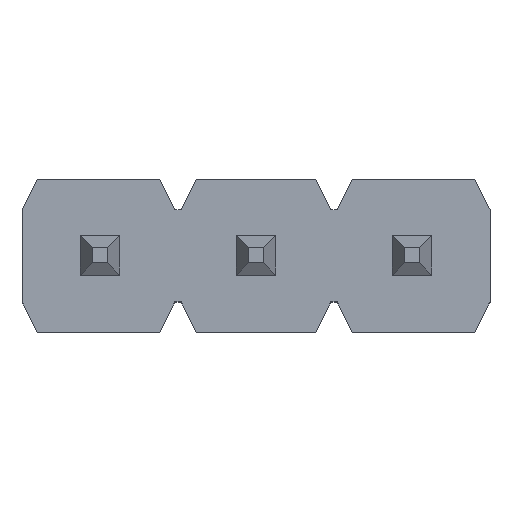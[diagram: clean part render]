
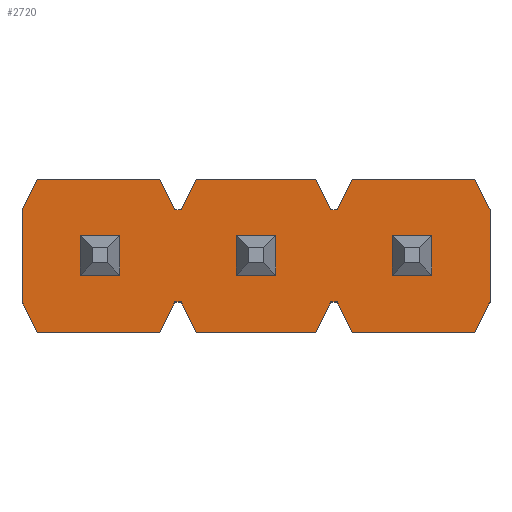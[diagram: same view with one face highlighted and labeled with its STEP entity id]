
A CAD part, top view. The second image highlights one B-rep face of the part: STEP entity #2720.
In plain terms, the highlighted face is planar.
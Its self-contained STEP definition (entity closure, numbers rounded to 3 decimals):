
#116=FACE_OUTER_BOUND('',#292,.T.);
#292=EDGE_LOOP('',(#2027,#2028,#2029,#2030,#2031,#2032,#2033,#2034,#2035,
#2036,#2037,#2038,#2039,#2040,#2041,#2042,#2043,#2044,#2045,#2046,#2047,
#2048,#2049,#2050));
#575=LINE('',#4091,#947);
#576=LINE('',#4093,#948);
#577=LINE('',#4095,#949);
#578=LINE('',#4097,#950);
#579=LINE('',#4099,#951);
#580=LINE('',#4101,#952);
#581=LINE('',#4103,#953);
#582=LINE('',#4105,#954);
#583=LINE('',#4107,#955);
#584=LINE('',#4109,#956);
#585=LINE('',#4111,#957);
#586=LINE('',#4113,#958);
#587=LINE('',#4115,#959);
#588=LINE('',#4117,#960);
#589=LINE('',#4119,#961);
#590=LINE('',#4121,#962);
#591=LINE('',#4123,#963);
#592=LINE('',#4125,#964);
#593=LINE('',#4127,#965);
#594=LINE('',#4129,#966);
#595=LINE('',#4131,#967);
#596=LINE('',#4133,#968);
#597=LINE('',#4135,#969);
#598=LINE('',#4136,#970);
#947=VECTOR('',#3292,0.559);
#948=VECTOR('',#3293,1.5);
#949=VECTOR('',#3294,0.559);
#950=VECTOR('',#3295,1.99);
#951=VECTOR('',#3296,0.559);
#952=VECTOR('',#3297,0.1);
#953=VECTOR('',#3298,0.559);
#954=VECTOR('',#3299,1.94);
#955=VECTOR('',#3300,0.559);
#956=VECTOR('',#3301,0.1);
#957=VECTOR('',#3302,0.559);
#958=VECTOR('',#3303,1.99);
#959=VECTOR('',#3304,0.559);
#960=VECTOR('',#3305,1.5);
#961=VECTOR('',#3306,0.559);
#962=VECTOR('',#3307,1.99);
#963=VECTOR('',#3308,0.559);
#964=VECTOR('',#3309,0.1);
#965=VECTOR('',#3310,0.559);
#966=VECTOR('',#3311,1.94);
#967=VECTOR('',#3312,0.559);
#968=VECTOR('',#3313,0.1);
#969=VECTOR('',#3314,0.559);
#970=VECTOR('',#3315,1.99);
#1283=VERTEX_POINT('',#4089);
#1284=VERTEX_POINT('',#4090);
#1285=VERTEX_POINT('',#4092);
#1286=VERTEX_POINT('',#4094);
#1287=VERTEX_POINT('',#4096);
#1288=VERTEX_POINT('',#4098);
#1289=VERTEX_POINT('',#4100);
#1290=VERTEX_POINT('',#4102);
#1291=VERTEX_POINT('',#4104);
#1292=VERTEX_POINT('',#4106);
#1293=VERTEX_POINT('',#4108);
#1294=VERTEX_POINT('',#4110);
#1295=VERTEX_POINT('',#4112);
#1296=VERTEX_POINT('',#4114);
#1297=VERTEX_POINT('',#4116);
#1298=VERTEX_POINT('',#4118);
#1299=VERTEX_POINT('',#4120);
#1300=VERTEX_POINT('',#4122);
#1301=VERTEX_POINT('',#4124);
#1302=VERTEX_POINT('',#4126);
#1303=VERTEX_POINT('',#4128);
#1304=VERTEX_POINT('',#4130);
#1305=VERTEX_POINT('',#4132);
#1306=VERTEX_POINT('',#4134);
#1559=EDGE_CURVE('',#1283,#1284,#575,.T.);
#1560=EDGE_CURVE('',#1284,#1285,#576,.T.);
#1561=EDGE_CURVE('',#1285,#1286,#577,.T.);
#1562=EDGE_CURVE('',#1286,#1287,#578,.T.);
#1563=EDGE_CURVE('',#1287,#1288,#579,.T.);
#1564=EDGE_CURVE('',#1288,#1289,#580,.T.);
#1565=EDGE_CURVE('',#1289,#1290,#581,.T.);
#1566=EDGE_CURVE('',#1290,#1291,#582,.T.);
#1567=EDGE_CURVE('',#1291,#1292,#583,.T.);
#1568=EDGE_CURVE('',#1292,#1293,#584,.T.);
#1569=EDGE_CURVE('',#1293,#1294,#585,.T.);
#1570=EDGE_CURVE('',#1294,#1295,#586,.T.);
#1571=EDGE_CURVE('',#1295,#1296,#587,.T.);
#1572=EDGE_CURVE('',#1296,#1297,#588,.T.);
#1573=EDGE_CURVE('',#1297,#1298,#589,.T.);
#1574=EDGE_CURVE('',#1298,#1299,#590,.T.);
#1575=EDGE_CURVE('',#1299,#1300,#591,.T.);
#1576=EDGE_CURVE('',#1300,#1301,#592,.T.);
#1577=EDGE_CURVE('',#1301,#1302,#593,.T.);
#1578=EDGE_CURVE('',#1302,#1303,#594,.T.);
#1579=EDGE_CURVE('',#1303,#1304,#595,.T.);
#1580=EDGE_CURVE('',#1304,#1305,#596,.T.);
#1581=EDGE_CURVE('',#1305,#1306,#597,.T.);
#1582=EDGE_CURVE('',#1306,#1283,#598,.T.);
#2027=ORIENTED_EDGE('',*,*,#1559,.T.);
#2028=ORIENTED_EDGE('',*,*,#1560,.T.);
#2029=ORIENTED_EDGE('',*,*,#1561,.T.);
#2030=ORIENTED_EDGE('',*,*,#1562,.T.);
#2031=ORIENTED_EDGE('',*,*,#1563,.T.);
#2032=ORIENTED_EDGE('',*,*,#1564,.T.);
#2033=ORIENTED_EDGE('',*,*,#1565,.T.);
#2034=ORIENTED_EDGE('',*,*,#1566,.T.);
#2035=ORIENTED_EDGE('',*,*,#1567,.T.);
#2036=ORIENTED_EDGE('',*,*,#1568,.T.);
#2037=ORIENTED_EDGE('',*,*,#1569,.T.);
#2038=ORIENTED_EDGE('',*,*,#1570,.T.);
#2039=ORIENTED_EDGE('',*,*,#1571,.T.);
#2040=ORIENTED_EDGE('',*,*,#1572,.T.);
#2041=ORIENTED_EDGE('',*,*,#1573,.T.);
#2042=ORIENTED_EDGE('',*,*,#1574,.T.);
#2043=ORIENTED_EDGE('',*,*,#1575,.T.);
#2044=ORIENTED_EDGE('',*,*,#1576,.T.);
#2045=ORIENTED_EDGE('',*,*,#1577,.T.);
#2046=ORIENTED_EDGE('',*,*,#1578,.T.);
#2047=ORIENTED_EDGE('',*,*,#1579,.T.);
#2048=ORIENTED_EDGE('',*,*,#1580,.T.);
#2049=ORIENTED_EDGE('',*,*,#1581,.T.);
#2050=ORIENTED_EDGE('',*,*,#1582,.T.);
#2556=PLANE('',#2897);
#2720=ADVANCED_FACE('',(#116),#2556,.T.);
#2897=AXIS2_PLACEMENT_3D('',#4088,#3290,#3291);
#3290=DIRECTION('center_axis',(0.,-1.,0.));
#3291=DIRECTION('ref_axis',(1.,0.,0.));
#3292=DIRECTION('',(-0.447,0.,-0.894));
#3293=DIRECTION('',(0.,0.,-1.));
#3294=DIRECTION('',(0.447,0.,-0.894));
#3295=DIRECTION('',(1.,0.,0.));
#3296=DIRECTION('',(0.447,0.,0.894));
#3297=DIRECTION('',(1.,0.,0.));
#3298=DIRECTION('',(0.447,0.,-0.894));
#3299=DIRECTION('',(1.,0.,0.));
#3300=DIRECTION('',(0.447,0.,0.894));
#3301=DIRECTION('',(1.,0.,0.));
#3302=DIRECTION('',(0.447,0.,-0.894));
#3303=DIRECTION('',(1.,0.,0.));
#3304=DIRECTION('',(0.447,0.,0.894));
#3305=DIRECTION('',(0.,0.,1.));
#3306=DIRECTION('',(-0.447,0.,0.894));
#3307=DIRECTION('',(-1.,0.,0.));
#3308=DIRECTION('',(-0.447,0.,-0.894));
#3309=DIRECTION('',(-1.,0.,0.));
#3310=DIRECTION('',(-0.447,0.,0.894));
#3311=DIRECTION('',(-1.,0.,0.));
#3312=DIRECTION('',(-0.447,0.,-0.894));
#3313=DIRECTION('',(-1.,0.,0.));
#3314=DIRECTION('',(-0.447,0.,0.894));
#3315=DIRECTION('',(-1.,0.,0.));
#4088=CARTESIAN_POINT('Origin',(0.,-1.2,0.));
#4089=CARTESIAN_POINT('',(-3.56,-1.2,1.25));
#4090=CARTESIAN_POINT('',(-3.81,-1.2,0.75));
#4091=CARTESIAN_POINT('',(-3.56,-1.2,1.25));
#4092=CARTESIAN_POINT('',(-3.81,-1.2,-0.75));
#4093=CARTESIAN_POINT('',(-3.81,-1.2,0.75));
#4094=CARTESIAN_POINT('',(-3.56,-1.2,-1.25));
#4095=CARTESIAN_POINT('',(-3.81,-1.2,-0.75));
#4096=CARTESIAN_POINT('',(-1.57,-1.2,-1.25));
#4097=CARTESIAN_POINT('',(-3.56,-1.2,-1.25));
#4098=CARTESIAN_POINT('',(-1.32,-1.2,-0.75));
#4099=CARTESIAN_POINT('',(-1.57,-1.2,-1.25));
#4100=CARTESIAN_POINT('',(-1.22,-1.2,-0.75));
#4101=CARTESIAN_POINT('',(-1.32,-1.2,-0.75));
#4102=CARTESIAN_POINT('',(-0.97,-1.2,-1.25));
#4103=CARTESIAN_POINT('',(-1.22,-1.2,-0.75));
#4104=CARTESIAN_POINT('',(0.97,-1.2,-1.25));
#4105=CARTESIAN_POINT('',(-0.97,-1.2,-1.25));
#4106=CARTESIAN_POINT('',(1.22,-1.2,-0.75));
#4107=CARTESIAN_POINT('',(0.97,-1.2,-1.25));
#4108=CARTESIAN_POINT('',(1.32,-1.2,-0.75));
#4109=CARTESIAN_POINT('',(1.22,-1.2,-0.75));
#4110=CARTESIAN_POINT('',(1.57,-1.2,-1.25));
#4111=CARTESIAN_POINT('',(1.32,-1.2,-0.75));
#4112=CARTESIAN_POINT('',(3.56,-1.2,-1.25));
#4113=CARTESIAN_POINT('',(1.57,-1.2,-1.25));
#4114=CARTESIAN_POINT('',(3.81,-1.2,-0.75));
#4115=CARTESIAN_POINT('',(3.56,-1.2,-1.25));
#4116=CARTESIAN_POINT('',(3.81,-1.2,0.75));
#4117=CARTESIAN_POINT('',(3.81,-1.2,-0.75));
#4118=CARTESIAN_POINT('',(3.56,-1.2,1.25));
#4119=CARTESIAN_POINT('',(3.81,-1.2,0.75));
#4120=CARTESIAN_POINT('',(1.57,-1.2,1.25));
#4121=CARTESIAN_POINT('',(3.56,-1.2,1.25));
#4122=CARTESIAN_POINT('',(1.32,-1.2,0.75));
#4123=CARTESIAN_POINT('',(1.57,-1.2,1.25));
#4124=CARTESIAN_POINT('',(1.22,-1.2,0.75));
#4125=CARTESIAN_POINT('',(1.32,-1.2,0.75));
#4126=CARTESIAN_POINT('',(0.97,-1.2,1.25));
#4127=CARTESIAN_POINT('',(1.22,-1.2,0.75));
#4128=CARTESIAN_POINT('',(-0.97,-1.2,1.25));
#4129=CARTESIAN_POINT('',(0.97,-1.2,1.25));
#4130=CARTESIAN_POINT('',(-1.22,-1.2,0.75));
#4131=CARTESIAN_POINT('',(-0.97,-1.2,1.25));
#4132=CARTESIAN_POINT('',(-1.32,-1.2,0.75));
#4133=CARTESIAN_POINT('',(-1.22,-1.2,0.75));
#4134=CARTESIAN_POINT('',(-1.57,-1.2,1.25));
#4135=CARTESIAN_POINT('',(-1.32,-1.2,0.75));
#4136=CARTESIAN_POINT('',(-1.57,-1.2,1.25));
